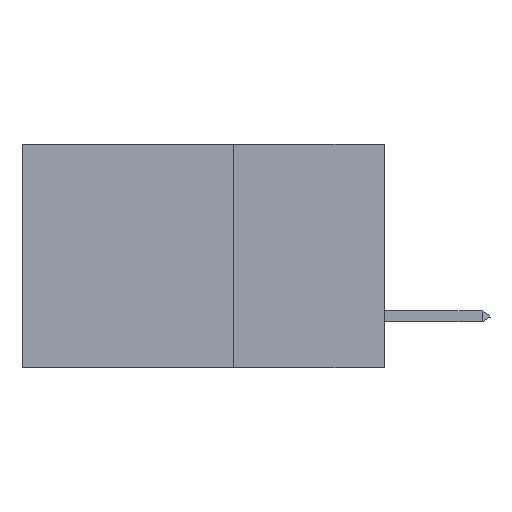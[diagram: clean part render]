
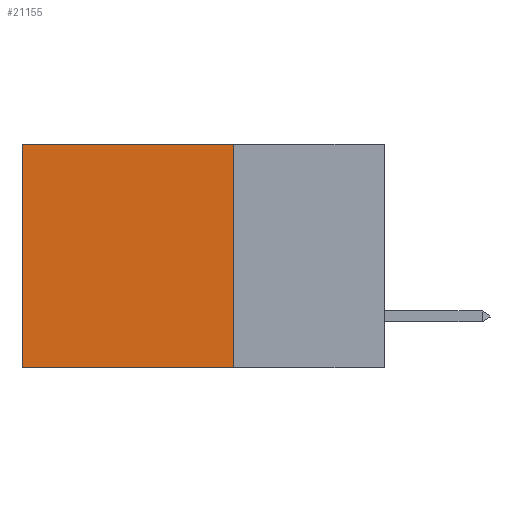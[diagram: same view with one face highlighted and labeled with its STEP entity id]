
A CAD part, left-side view. The second image highlights one B-rep face of the part: STEP entity #21155.
In plain terms, the highlighted planar face has unit normal (-1, 0, 0).
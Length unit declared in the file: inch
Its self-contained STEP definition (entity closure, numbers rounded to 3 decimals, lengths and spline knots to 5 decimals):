
#134 = VECTOR ( 'NONE', #37398, 39.37008 ) ;
#1317 = CARTESIAN_POINT ( 'NONE',  ( 0.2875, 0.6, -0.37 ) ) ;
#1629 = EDGE_CURVE ( 'NONE', #25897, #28806, #19306, .T. ) ;
#2923 = CARTESIAN_POINT ( 'NONE',  ( 0.2875, 0.25, 0. ) ) ;
#3653 = DIRECTION ( 'NONE',  ( 0., 0., -1. ) ) ;
#3999 = CARTESIAN_POINT ( 'NONE',  ( 0.2875, 0.25, 0. ) ) ;
#4700 = ORIENTED_EDGE ( 'NONE', *, *, #1629, .F. ) ;
#8350 = DIRECTION ( 'NONE',  ( 0., 1., 0. ) ) ;
#10556 = CARTESIAN_POINT ( 'NONE',  ( 0.2875, 0.6, 0. ) ) ;
#10943 = CARTESIAN_POINT ( 'NONE',  ( 0.2875, 0.6, 0. ) ) ;
#12794 = VERTEX_POINT ( 'NONE', #10943 ) ;
#12892 = VECTOR ( 'NONE', #8350, 39.37008 ) ;
#13933 = ORIENTED_EDGE ( 'NONE', *, *, #44626, .T. ) ;
#15849 = DIRECTION ( 'NONE',  ( 1., 0., 0. ) ) ;
#16313 = CARTESIAN_POINT ( 'NONE',  ( 0.2875, 0.25, 0. ) ) ;
#16811 = FACE_OUTER_BOUND ( 'NONE', #41291, .T. ) ;
#18348 = LINE ( 'NONE', #3999, #12892 ) ;
#19306 = LINE ( 'NONE', #2923, #26391 ) ;
#19673 = PLANE ( 'NONE',  #20398 ) ;
#20160 = DIRECTION ( 'NONE',  ( 0., 0., -1. ) ) ;
#20398 = AXIS2_PLACEMENT_3D ( 'NONE', #16313, #15849, #44074 ) ;
#20868 = LINE ( 'NONE', #10556, #30682 ) ;
#21155 = ADVANCED_FACE ( 'NONE', ( #16811 ), #19673, .F. ) ;
#25897 = VERTEX_POINT ( 'NONE', #27525 ) ;
#26391 = VECTOR ( 'NONE', #20160, 39.37008 ) ;
#27525 = CARTESIAN_POINT ( 'NONE',  ( 0.2875, 0.25, 0. ) ) ;
#27719 = CARTESIAN_POINT ( 'NONE',  ( 0.2875, 0.25, -0.37 ) ) ;
#28806 = VERTEX_POINT ( 'NONE', #27719 ) ;
#30682 = VECTOR ( 'NONE', #3653, 39.37008 ) ;
#31370 = LINE ( 'NONE', #40745, #134 ) ;
#31853 = EDGE_CURVE ( 'NONE', #28806, #33913, #31370, .T. ) ;
#33571 = EDGE_CURVE ( 'NONE', #12794, #33913, #20868, .T. ) ;
#33913 = VERTEX_POINT ( 'NONE', #1317 ) ;
#37398 = DIRECTION ( 'NONE',  ( 0., 1., 0. ) ) ;
#40745 = CARTESIAN_POINT ( 'NONE',  ( 0.2875, 0.25, -0.37 ) ) ;
#41291 = EDGE_LOOP ( 'NONE', ( #41846, #42950, #4700, #13933 ) ) ;
#41846 = ORIENTED_EDGE ( 'NONE', *, *, #33571, .T. ) ;
#42950 = ORIENTED_EDGE ( 'NONE', *, *, #31853, .F. ) ;
#44074 = DIRECTION ( 'NONE',  ( 0., 0., -1. ) ) ;
#44626 = EDGE_CURVE ( 'NONE', #25897, #12794, #18348, .T. ) ;
